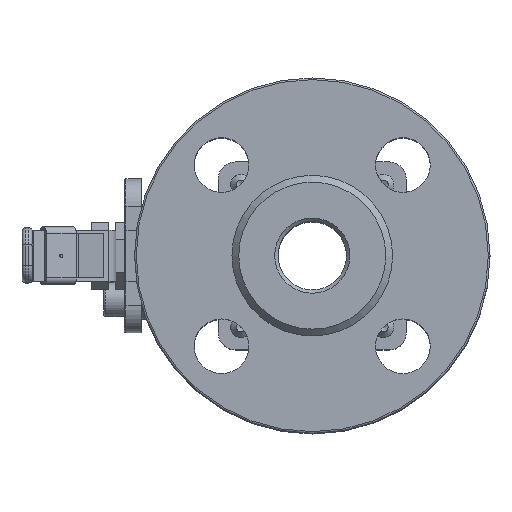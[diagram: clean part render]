
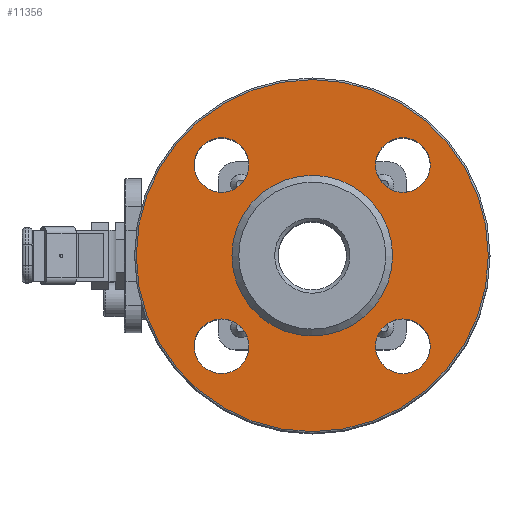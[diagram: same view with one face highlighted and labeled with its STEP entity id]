
A CAD part, top view. The second image highlights one B-rep face of the part: STEP entity #11356.
In plain terms, the highlighted planar face has unit normal (0, 0, 1).
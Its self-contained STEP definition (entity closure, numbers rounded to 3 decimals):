
#558=FACE_BOUND('',#1943,.T.);
#559=FACE_BOUND('',#1944,.T.);
#560=FACE_BOUND('',#1945,.T.);
#561=FACE_BOUND('',#1946,.T.);
#562=FACE_BOUND('',#1947,.T.);
#672=PLANE('',#12467);
#1253=FACE_OUTER_BOUND('',#1942,.T.);
#1942=EDGE_LOOP('',(#8029));
#1943=EDGE_LOOP('',(#8030));
#1944=EDGE_LOOP('',(#8031));
#1945=EDGE_LOOP('',(#8032));
#1946=EDGE_LOOP('',(#8033));
#1947=EDGE_LOOP('',(#8034));
#4418=CIRCLE('',#12466,51.5);
#4419=CIRCLE('',#12468,23.5);
#4420=CIRCLE('',#12469,8.);
#4421=CIRCLE('',#12470,8.);
#4422=CIRCLE('',#12471,8.);
#4423=CIRCLE('',#12472,8.);
#5052=VERTEX_POINT('',#18404);
#5053=VERTEX_POINT('',#18408);
#5054=VERTEX_POINT('',#18410);
#5055=VERTEX_POINT('',#18412);
#5056=VERTEX_POINT('',#18414);
#5057=VERTEX_POINT('',#18416);
#6170=EDGE_CURVE('',#5052,#5052,#4418,.T.);
#6171=EDGE_CURVE('',#5053,#5053,#4419,.T.);
#6172=EDGE_CURVE('',#5054,#5054,#4420,.T.);
#6173=EDGE_CURVE('',#5055,#5055,#4421,.T.);
#6174=EDGE_CURVE('',#5056,#5056,#4422,.T.);
#6175=EDGE_CURVE('',#5057,#5057,#4423,.T.);
#8029=ORIENTED_EDGE('',*,*,#6170,.F.);
#8030=ORIENTED_EDGE('',*,*,#6171,.F.);
#8031=ORIENTED_EDGE('',*,*,#6172,.F.);
#8032=ORIENTED_EDGE('',*,*,#6173,.F.);
#8033=ORIENTED_EDGE('',*,*,#6174,.F.);
#8034=ORIENTED_EDGE('',*,*,#6175,.F.);
#11356=ADVANCED_FACE('',(#1253,#558,#559,#560,#561,#562),#672,.F.);
#12466=AXIS2_PLACEMENT_3D('',#18406,#13999,#14000);
#12467=AXIS2_PLACEMENT_3D('',#18407,#14001,#14002);
#12468=AXIS2_PLACEMENT_3D('',#18409,#14003,#14004);
#12469=AXIS2_PLACEMENT_3D('',#18411,#14005,#14006);
#12470=AXIS2_PLACEMENT_3D('',#18413,#14007,#14008);
#12471=AXIS2_PLACEMENT_3D('',#18415,#14009,#14010);
#12472=AXIS2_PLACEMENT_3D('',#18417,#14011,#14012);
#13999=DIRECTION('center_axis',(0.,0.,-1.));
#14000=DIRECTION('ref_axis',(1.,0.,0.));
#14001=DIRECTION('center_axis',(0.,0.,-1.));
#14002=DIRECTION('ref_axis',(-1.,0.,0.));
#14003=DIRECTION('center_axis',(0.,0.,1.));
#14004=DIRECTION('ref_axis',(-1.,0.,0.));
#14005=DIRECTION('center_axis',(0.,0.,1.));
#14006=DIRECTION('ref_axis',(1.,0.,0.));
#14007=DIRECTION('center_axis',(0.,0.,1.));
#14008=DIRECTION('ref_axis',(1.,0.,0.));
#14009=DIRECTION('center_axis',(0.,0.,1.));
#14010=DIRECTION('ref_axis',(1.,0.,0.));
#14011=DIRECTION('center_axis',(0.,0.,1.));
#14012=DIRECTION('ref_axis',(1.,0.,0.));
#18404=CARTESIAN_POINT('',(51.5,0.,7.1));
#18406=CARTESIAN_POINT('Origin',(0.,0.,7.1));
#18407=CARTESIAN_POINT('Origin',(0.,0.,7.1));
#18408=CARTESIAN_POINT('',(23.5,0.,7.1));
#18409=CARTESIAN_POINT('Origin',(0.,0.,7.1));
#18410=CARTESIAN_POINT('',(18.517,-26.517,7.1));
#18411=CARTESIAN_POINT('Origin',(26.517,-26.517,7.1));
#18412=CARTESIAN_POINT('',(18.517,26.517,7.1));
#18413=CARTESIAN_POINT('Origin',(26.517,26.517,7.1));
#18414=CARTESIAN_POINT('',(-34.517,26.517,7.1));
#18415=CARTESIAN_POINT('Origin',(-26.517,26.517,7.1));
#18416=CARTESIAN_POINT('',(-34.517,-26.517,7.1));
#18417=CARTESIAN_POINT('Origin',(-26.517,-26.517,7.1));
